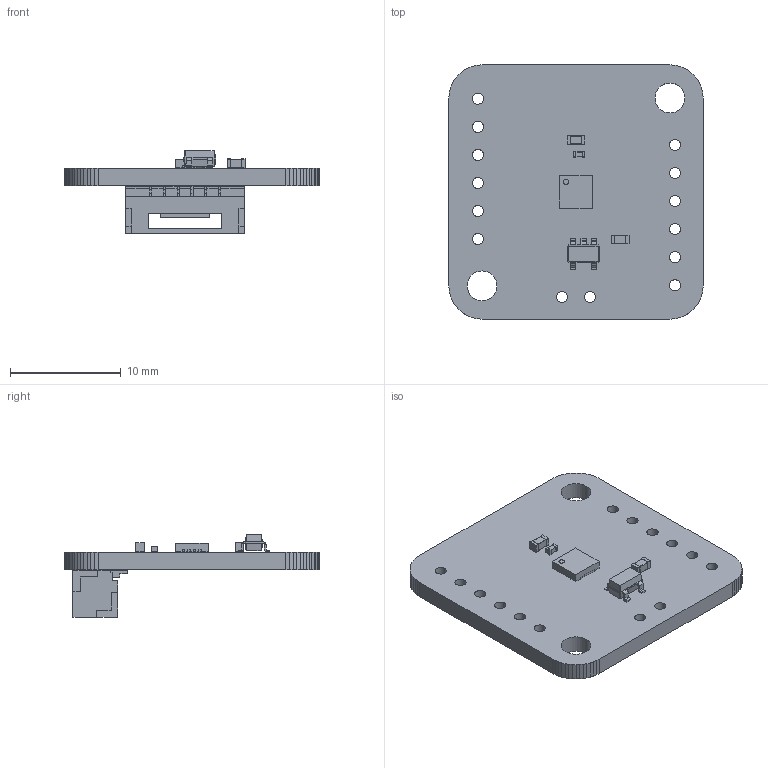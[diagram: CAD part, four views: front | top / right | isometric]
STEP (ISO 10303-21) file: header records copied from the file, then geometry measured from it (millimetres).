
FILE_DESCRIPTION(('KiCad electronic assembly'),'2;1');
FILE_NAME('MA7xx Breakout.step','2024-06-06T14:47:50',('Pcbnew'),( 'Kicad'),'Open CASCADE STEP processor 7.6','KiCad to STEP converter' ,'Unknown');
FILE_SCHEMA(('AUTOMOTIVE_DESIGN { 1 0 10303 214 1 1 1 1 }'));
Length unit declared in the file: millimetre
Products named in the file (12): MA7xx Breakout 1; C_0603_1608Metric; SOLID; SOT-23-5; C_0402_1005Metric; QFN-16-1EP_3x3mm_P0.5mm_EP1.8x1.8mm; JST_GH_SM06B-GHS-TB_1x06-1MP_P1.25mm_Horizontal; PCB
Assembly tree (12 placements, depth 3):
  MA7xx Breakout 1
    C_0603_1608Metric  x2
      SOLID
    SOT-23-5
      SOLID
    C_0402_1005Metric
      SOLID
    QFN-16-1EP_3x3mm_P0.5mm_EP1.8x1.8mm
      SOLID
    JST_GH_SM06B-GHS-TB_1x06-1MP_P1.25mm_Horizontal
      SOLID
    PCB
Bounding box: 23 x 23 x 7.47 mm (x, y, z)
Volume: 907.7 mm3; surface area: 1674.3 mm2
Topology: 7 solids, 7 shells, 646 faces, 1786 edges, 1172 vertices
Faces by surface type: plane 528, cylinder 89, bspline 29
Full cylindrical faces by diameter (mm): 0.5 x1, 1.016 x14, 2.7 x2
Entity records: 46011 total; most frequent: CARTESIAN_POINT 7725, DIRECTION 6304, LINE 4747, VECTOR 4747, ORIENTED_EDGE 3428, PCURVE 3428, DEFINITIONAL_REPRESENTATION 3428, EDGE_CURVE 1714
